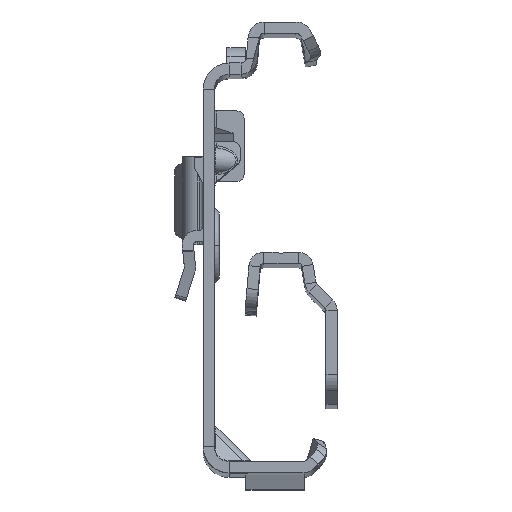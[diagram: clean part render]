
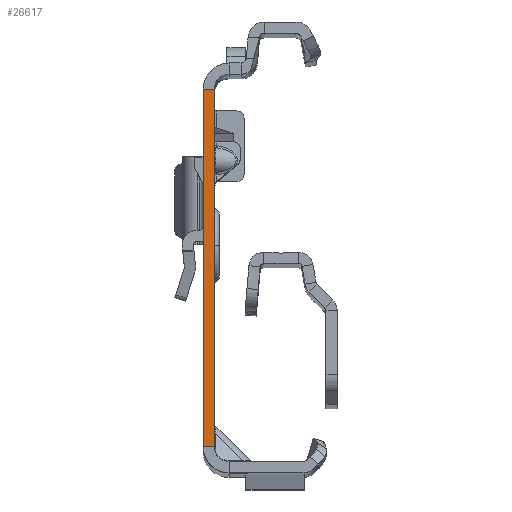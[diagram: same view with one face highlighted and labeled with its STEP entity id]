
A CAD part, top view. The second image highlights one B-rep face of the part: STEP entity #26617.
In plain terms, the highlighted planar face has unit normal (0, 0, 1).
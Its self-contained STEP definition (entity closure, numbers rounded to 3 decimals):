
#1149 = DIRECTION ( 'NONE',  ( -1., 0., 0. ) ) ;
#3941 = EDGE_CURVE ( 'NONE', #38009, #34552, #12653, .T. ) ;
#4073 = DIRECTION ( 'NONE',  ( 0., -1., 0. ) ) ;
#5609 = LINE ( 'NONE', #47847, #30238 ) ;
#8697 = PLANE ( 'NONE',  #11461 ) ;
#8908 = VECTOR ( 'NONE', #4073, 1000. ) ;
#11078 = CARTESIAN_POINT ( 'NONE',  ( 0., -25.865, 0. ) ) ;
#11461 = AXIS2_PLACEMENT_3D ( 'NONE', #46770, #42896, #51212 ) ;
#12010 = CARTESIAN_POINT ( 'NONE',  ( 0., 22.135, 0. ) ) ;
#12653 = LINE ( 'NONE', #38240, #8908 ) ;
#16552 = CARTESIAN_POINT ( 'NONE',  ( -1.5, 22.135, 0. ) ) ;
#18493 = DIRECTION ( 'NONE',  ( 0., -1., 0. ) ) ;
#19482 = EDGE_LOOP ( 'NONE', ( #25773, #50588, #53391, #52649 ) ) ;
#22896 = EDGE_CURVE ( 'NONE', #46901, #34552, #54194, .T. ) ;
#23658 = VECTOR ( 'NONE', #53906, 1000. ) ;
#25773 = ORIENTED_EDGE ( 'NONE', *, *, #26460, .F. ) ;
#26460 = EDGE_CURVE ( 'NONE', #29773, #46901, #31793, .T. ) ;
#26617 = ADVANCED_FACE ( 'NONE', ( #29285 ), #8697, .T. ) ;
#29285 = FACE_OUTER_BOUND ( 'NONE', #19482, .T. ) ;
#29773 = VERTEX_POINT ( 'NONE', #12010 ) ;
#30238 = VECTOR ( 'NONE', #1149, 1000. ) ;
#31793 = LINE ( 'NONE', #39872, #35398 ) ;
#33972 = CARTESIAN_POINT ( 'NONE',  ( 0., -25.865, 0. ) ) ;
#34552 = VERTEX_POINT ( 'NONE', #52683 ) ;
#35398 = VECTOR ( 'NONE', #18493, 1000. ) ;
#38009 = VERTEX_POINT ( 'NONE', #16552 ) ;
#38240 = CARTESIAN_POINT ( 'NONE',  ( -1.5, -27.865, 0. ) ) ;
#39872 = CARTESIAN_POINT ( 'NONE',  ( 0., -27.865, 0. ) ) ;
#42896 = DIRECTION ( 'NONE',  ( 0., 0., 1. ) ) ;
#46770 = CARTESIAN_POINT ( 'NONE',  ( -1.5, -27.865, 0. ) ) ;
#46901 = VERTEX_POINT ( 'NONE', #33972 ) ;
#47847 = CARTESIAN_POINT ( 'NONE',  ( 0., 22.135, 0. ) ) ;
#50428 = EDGE_CURVE ( 'NONE', #29773, #38009, #5609, .T. ) ;
#50588 = ORIENTED_EDGE ( 'NONE', *, *, #50428, .T. ) ;
#51212 = DIRECTION ( 'NONE',  ( 1., 0., 0. ) ) ;
#52649 = ORIENTED_EDGE ( 'NONE', *, *, #22896, .F. ) ;
#52683 = CARTESIAN_POINT ( 'NONE',  ( -1.5, -25.865, 0. ) ) ;
#53391 = ORIENTED_EDGE ( 'NONE', *, *, #3941, .T. ) ;
#53906 = DIRECTION ( 'NONE',  ( -1., 0., 0. ) ) ;
#54194 = LINE ( 'NONE', #11078, #23658 ) ;
